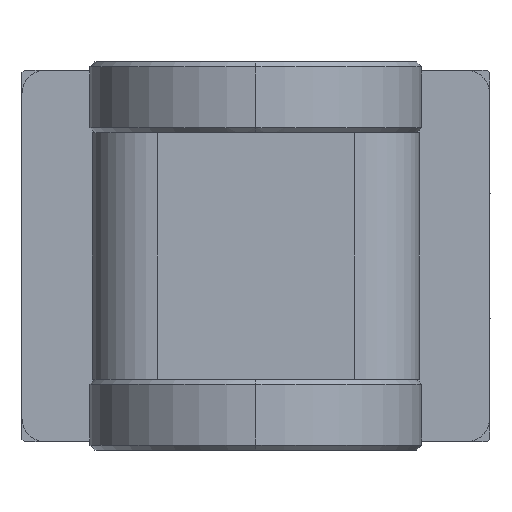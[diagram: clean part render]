
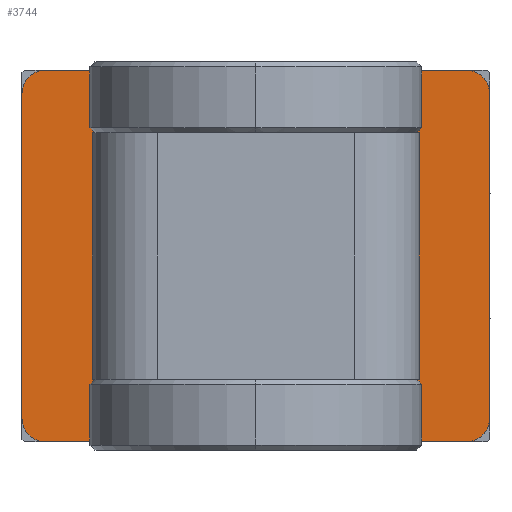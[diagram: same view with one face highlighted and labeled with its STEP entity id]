
A CAD part, front view. The second image highlights one B-rep face of the part: STEP entity #3744.
In plain terms, the highlighted planar face has unit normal (0, -1, 0).
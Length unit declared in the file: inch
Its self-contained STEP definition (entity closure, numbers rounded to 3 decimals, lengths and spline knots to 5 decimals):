
#25=DIRECTION('',(1.,0.,0.));
#26=VECTOR('',#25,1.31);
#27=CARTESIAN_POINT('',(-0.655,1.385,-0.495));
#28=LINE('',#27,#26);
#468=DIRECTION('',(1.,0.,0.));
#469=VECTOR('',#468,1.31);
#470=CARTESIAN_POINT('',(-0.655,1.385,0.495));
#471=LINE('',#470,#469);
#511=DIRECTION('',(0.,0.,1.));
#512=VECTOR('',#511,0.99);
#513=CARTESIAN_POINT('',(-0.655,1.385,-0.495));
#514=LINE('',#513,#512);
#515=CARTESIAN_POINT('',(-0.8435,1.385,-0.651));
#516=DIRECTION('',(0.,-1.,0.));
#517=DIRECTION('',(-1.,0.,0.));
#518=AXIS2_PLACEMENT_3D('',#515,#516,#517);
#520=DIRECTION('',(0.,0.,1.));
#521=VECTOR('',#520,1.302);
#522=CARTESIAN_POINT('',(-0.9375,1.385,-0.651));
#523=LINE('',#522,#521);
#524=CARTESIAN_POINT('',(-0.8435,1.385,0.651));
#525=DIRECTION('',(0.,-1.,0.));
#526=DIRECTION('',(0.,0.,1.));
#527=AXIS2_PLACEMENT_3D('',#524,#525,#526);
#529=CARTESIAN_POINT('',(0.8435,1.385,0.651));
#530=DIRECTION('',(0.,-1.,0.));
#531=DIRECTION('',(1.,0.,0.));
#532=AXIS2_PLACEMENT_3D('',#529,#530,#531);
#534=CARTESIAN_POINT('',(0.8435,1.385,-0.651));
#535=DIRECTION('',(0.,-1.,0.));
#536=DIRECTION('',(0.,0.,-1.));
#537=AXIS2_PLACEMENT_3D('',#534,#535,#536);
#539=DIRECTION('',(0.,0.,1.));
#540=VECTOR('',#539,0.99);
#541=CARTESIAN_POINT('',(0.655,1.385,-0.495));
#542=LINE('',#541,#540);
#616=DIRECTION('',(1.,0.,0.));
#617=VECTOR('',#616,1.687);
#618=CARTESIAN_POINT('',(-0.8435,1.385,0.745));
#619=LINE('',#618,#617);
#1226=DIRECTION('',(1.,0.,0.));
#1227=VECTOR('',#1226,1.687);
#1228=CARTESIAN_POINT('',(-0.8435,1.385,-0.745));
#1229=LINE('',#1228,#1227);
#1280=DIRECTION('',(0.,0.,1.));
#1281=VECTOR('',#1280,1.302);
#1282=CARTESIAN_POINT('',(0.9375,1.385,-0.651));
#1283=LINE('',#1282,#1281);
#2442=CARTESIAN_POINT('',(-0.655,1.385,-0.495));
#2443=CARTESIAN_POINT('',(0.655,1.385,-0.495));
#2444=VERTEX_POINT('',#2442);
#2445=VERTEX_POINT('',#2443);
#2446=CARTESIAN_POINT('',(-0.655,1.385,0.495));
#2447=CARTESIAN_POINT('',(0.655,1.385,0.495));
#2448=VERTEX_POINT('',#2446);
#2449=VERTEX_POINT('',#2447);
#2450=CARTESIAN_POINT('',(-0.9375,1.385,-0.651));
#2451=CARTESIAN_POINT('',(-0.8435,1.385,-0.745));
#2452=VERTEX_POINT('',#2450);
#2453=VERTEX_POINT('',#2451);
#2454=CARTESIAN_POINT('',(-0.8435,1.385,0.745));
#2455=CARTESIAN_POINT('',(-0.9375,1.385,0.651));
#2456=VERTEX_POINT('',#2454);
#2457=VERTEX_POINT('',#2455);
#2458=CARTESIAN_POINT('',(0.9375,1.385,0.651));
#2459=CARTESIAN_POINT('',(0.8435,1.385,0.745));
#2460=VERTEX_POINT('',#2458);
#2461=VERTEX_POINT('',#2459);
#2462=CARTESIAN_POINT('',(0.8435,1.385,-0.745));
#2463=CARTESIAN_POINT('',(0.9375,1.385,-0.651));
#2464=VERTEX_POINT('',#2462);
#2465=VERTEX_POINT('',#2463);
#3714=CARTESIAN_POINT('',(-0.9375,1.385,-0.745));
#3715=DIRECTION('',(0.,-1.,0.));
#3716=DIRECTION('',(1.,0.,0.));
#3717=AXIS2_PLACEMENT_3D('',#3714,#3715,#3716);
#3718=PLANE('',#3717);
#3720=ORIENTED_EDGE('',*,*,#3719,.F.);
#3722=ORIENTED_EDGE('',*,*,#3721,.T.);
#3724=ORIENTED_EDGE('',*,*,#3723,.F.);
#3726=ORIENTED_EDGE('',*,*,#3725,.T.);
#3728=ORIENTED_EDGE('',*,*,#3727,.F.);
#3730=ORIENTED_EDGE('',*,*,#3729,.F.);
#3732=ORIENTED_EDGE('',*,*,#3731,.F.);
#3734=ORIENTED_EDGE('',*,*,#3733,.F.);
#3735=EDGE_LOOP('',(#3720,#3722,#3724,#3726,#3728,#3730,#3732,#3734));
#3736=FACE_OUTER_BOUND('',#3735,.F.);
#3737=ORIENTED_EDGE('',*,*,#3129,.T.);
#3739=ORIENTED_EDGE('',*,*,#3738,.T.);
#3740=ORIENTED_EDGE('',*,*,#3643,.F.);
#3741=ORIENTED_EDGE('',*,*,#3706,.F.);
#3742=EDGE_LOOP('',(#3737,#3739,#3740,#3741));
#3743=FACE_BOUND('',#3742,.F.);
#519=CIRCLE('',#518,0.094);
#528=CIRCLE('',#527,0.094);
#533=CIRCLE('',#532,0.094);
#538=CIRCLE('',#537,0.094);
#3129=EDGE_CURVE('',#2444,#2445,#28,.T.);
#3643=EDGE_CURVE('',#2448,#2449,#471,.T.);
#3706=EDGE_CURVE('',#2444,#2448,#514,.T.);
#3719=EDGE_CURVE('',#2452,#2453,#519,.T.);
#3721=EDGE_CURVE('',#2452,#2457,#523,.T.);
#3723=EDGE_CURVE('',#2456,#2457,#528,.T.);
#3725=EDGE_CURVE('',#2456,#2461,#619,.T.);
#3727=EDGE_CURVE('',#2460,#2461,#533,.T.);
#3729=EDGE_CURVE('',#2465,#2460,#1283,.T.);
#3731=EDGE_CURVE('',#2464,#2465,#538,.T.);
#3733=EDGE_CURVE('',#2453,#2464,#1229,.T.);
#3738=EDGE_CURVE('',#2445,#2449,#542,.T.);
#3744=ADVANCED_FACE('',(#3736,#3743),#3718,.T.);
